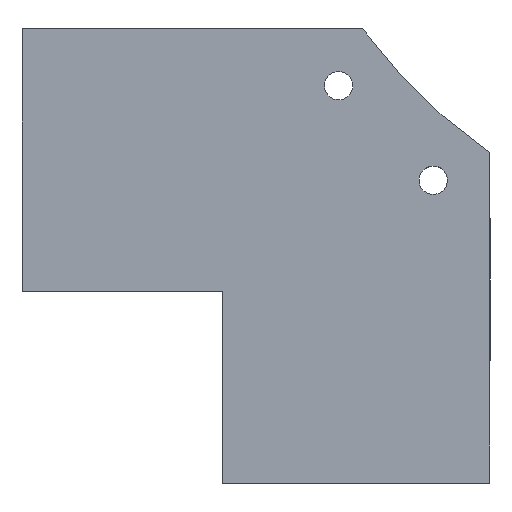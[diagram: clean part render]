
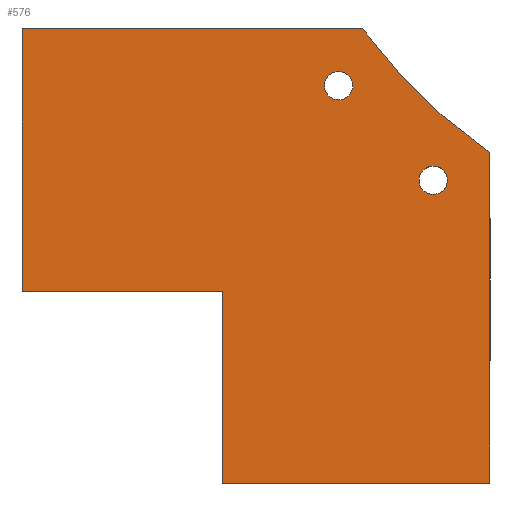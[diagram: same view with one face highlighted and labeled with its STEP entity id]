
A CAD part, top view. The second image highlights one B-rep face of the part: STEP entity #576.
In plain terms, the highlighted planar face has unit normal (0, 0, 1).
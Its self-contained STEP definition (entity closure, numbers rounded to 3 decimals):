
#169=CARTESIAN_POINT('',(-22.593,-16.539,1.5));
#170=VERTEX_POINT('',#169);
#177=CARTESIAN_POINT('',(-15.867,-23.07,1.5));
#178=VERTEX_POINT('',#177);
#179=CARTESIAN_POINT('',(0.,0.,1.5));
#180=DIRECTION('',(0.0,0.0,1.0));
#181=DIRECTION('',(-0.567,-0.824,0.0));
#182=AXIS2_PLACEMENT_3D('',#179,#180,#181);
#183=CIRCLE('',#182,28.);
#184=EDGE_CURVE('',#170,#178,#183,.T.);
#242=CARTESIAN_POINT('',(-40.598,-16.539,1.5));
#243=VERTEX_POINT('',#242);
#250=CARTESIAN_POINT('',(-40.598,-16.539,1.5));
#251=DIRECTION('',(1.0,0.0,0.0));
#252=VECTOR('',#251,18.005);
#253=LINE('',#250,#252);
#254=EDGE_CURVE('',#243,#170,#253,.T.);
#269=CARTESIAN_POINT('',(-23.117,-19.539,1.5));
#270=VERTEX_POINT('',#269);
#271=CARTESIAN_POINT('',(-23.867,-19.539,1.5));
#272=DIRECTION('',(0.0,0.0,-1.0));
#273=DIRECTION('',(-1.0,0.0,0.0));
#274=AXIS2_PLACEMENT_3D('',#271,#272,#273);
#275=CIRCLE('',#274,0.75);
#276=EDGE_CURVE('',#270,#270,#275,.T.);
#289=CARTESIAN_POINT('',(-18.117,-24.539,1.5));
#290=VERTEX_POINT('',#289);
#291=CARTESIAN_POINT('',(-18.867,-24.539,1.5));
#292=DIRECTION('',(0.0,0.0,-1.0));
#293=DIRECTION('',(-1.0,0.0,0.0));
#294=AXIS2_PLACEMENT_3D('',#291,#292,#293);
#295=CIRCLE('',#294,0.75);
#296=EDGE_CURVE('',#290,#290,#295,.T.);
#314=CARTESIAN_POINT('',(-40.598,-30.399,1.5));
#315=VERTEX_POINT('',#314);
#322=CARTESIAN_POINT('',(-40.598,-16.539,1.5));
#323=DIRECTION('',(0.0,-1.0,0.0));
#324=VECTOR('',#323,13.86);
#325=LINE('',#322,#324);
#326=EDGE_CURVE('',#243,#315,#325,.T.);
#345=CARTESIAN_POINT('',(-29.978,-30.399,1.5));
#346=VERTEX_POINT('',#345);
#353=CARTESIAN_POINT('',(-40.598,-30.399,1.5));
#354=DIRECTION('',(1.0,0.0,0.0));
#355=VECTOR('',#354,10.62);
#356=LINE('',#353,#355);
#357=EDGE_CURVE('',#315,#346,#356,.T.);
#376=CARTESIAN_POINT('',(-29.978,-40.539,1.5));
#377=VERTEX_POINT('',#376);
#384=CARTESIAN_POINT('',(-29.978,-30.399,1.5));
#385=DIRECTION('',(0.0,-1.0,0.0));
#386=VECTOR('',#385,10.14);
#387=LINE('',#384,#386);
#388=EDGE_CURVE('',#346,#377,#387,.T.);
#407=CARTESIAN_POINT('',(-15.867,-40.539,1.5));
#408=VERTEX_POINT('',#407);
#415=CARTESIAN_POINT('',(-29.978,-40.539,1.5));
#416=DIRECTION('',(1.0,0.0,0.0));
#417=VECTOR('',#416,14.111);
#418=LINE('',#415,#417);
#419=EDGE_CURVE('',#377,#408,#418,.T.);
#459=CARTESIAN_POINT('',(-15.867,-23.07,1.5));
#460=DIRECTION('',(0.0,-1.0,0.0));
#461=VECTOR('',#460,17.469);
#462=LINE('',#459,#461);
#463=EDGE_CURVE('',#178,#408,#462,.T.);
#556=CARTESIAN_POINT('',(-22.585,-23.093,1.5));
#557=DIRECTION('',(0.0,0.0,1.0));
#558=DIRECTION('',(1.0,0.0,0.0));
#559=AXIS2_PLACEMENT_3D('',#556,#557,#558);
#560=PLANE('',#559);
#561=ORIENTED_EDGE('',*,*,#254,.F.);
#562=ORIENTED_EDGE('',*,*,#326,.T.);
#563=ORIENTED_EDGE('',*,*,#357,.T.);
#564=ORIENTED_EDGE('',*,*,#388,.T.);
#565=ORIENTED_EDGE('',*,*,#419,.T.);
#566=ORIENTED_EDGE('',*,*,#463,.F.);
#567=ORIENTED_EDGE('',*,*,#184,.F.);
#568=EDGE_LOOP('',(#561,#562,#563,#564,#565,#566,#567));
#569=FACE_OUTER_BOUND('',#568,.T.);
#570=ORIENTED_EDGE('',*,*,#276,.T.);
#571=EDGE_LOOP('',(#570));
#572=FACE_BOUND('',#571,.T.);
#573=ORIENTED_EDGE('',*,*,#296,.T.);
#574=EDGE_LOOP('',(#573));
#575=FACE_BOUND('',#574,.T.);
#576=ADVANCED_FACE('',(#569,#572,#575),#560,.T.);
